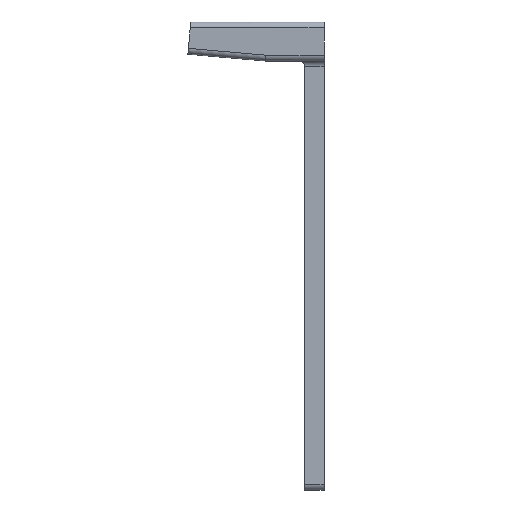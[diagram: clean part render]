
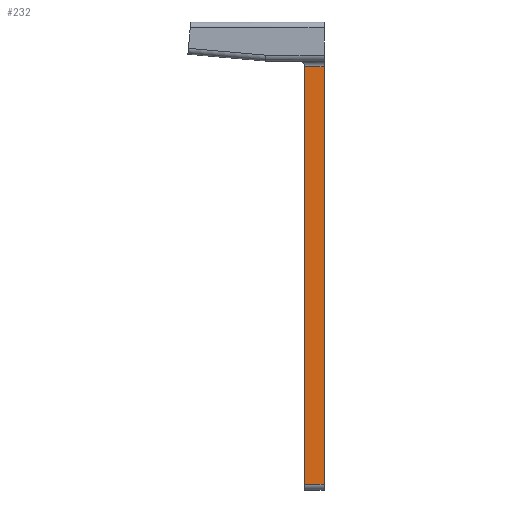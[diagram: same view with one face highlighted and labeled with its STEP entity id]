
A CAD part, left-side view. The second image highlights one B-rep face of the part: STEP entity #232.
In plain terms, the highlighted planar face has unit normal (-1, 0, 0).
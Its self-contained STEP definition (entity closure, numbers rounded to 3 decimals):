
#33 = CARTESIAN_POINT ( 'NONE',  ( -19., 0., -118.5 ) ) ;
#197 = CARTESIAN_POINT ( 'NONE',  ( -19., 5., -11.5 ) ) ;
#229 = LINE ( 'NONE', #1068, #876 ) ;
#232 = ADVANCED_FACE ( 'NONE', ( #1293 ), #461, .F. ) ;
#330 = VECTOR ( 'NONE', #1288, 1000. ) ;
#340 = DIRECTION ( 'NONE',  ( 0., 0., -1. ) ) ;
#370 = EDGE_CURVE ( 'NONE', #940, #412, #1499, .T. ) ;
#379 = VECTOR ( 'NONE', #1233, 1000. ) ;
#394 = CARTESIAN_POINT ( 'NONE',  ( -19., 0., -11.5 ) ) ;
#412 = VERTEX_POINT ( 'NONE', #197 ) ;
#461 = PLANE ( 'NONE',  #1070 ) ;
#506 = ORIENTED_EDGE ( 'NONE', *, *, #1167, .F. ) ;
#541 = VECTOR ( 'NONE', #1155, 1000. ) ;
#547 = ORIENTED_EDGE ( 'NONE', *, *, #370, .T. ) ;
#691 = CARTESIAN_POINT ( 'NONE',  ( -19., 5., 0. ) ) ;
#720 = DIRECTION ( 'NONE',  ( 0., 0., 1. ) ) ;
#752 = CARTESIAN_POINT ( 'NONE',  ( -19., 0., 0. ) ) ;
#786 = VERTEX_POINT ( 'NONE', #33 ) ;
#807 = LINE ( 'NONE', #1527, #330 ) ;
#871 = LINE ( 'NONE', #752, #379 ) ;
#876 = VECTOR ( 'NONE', #720, 1000. ) ;
#909 = CARTESIAN_POINT ( 'NONE',  ( -19., 5., -11.5 ) ) ;
#938 = DIRECTION ( 'NONE',  ( 1., 0., 0. ) ) ;
#940 = VERTEX_POINT ( 'NONE', #394 ) ;
#952 = ORIENTED_EDGE ( 'NONE', *, *, #1021, .T. ) ;
#966 = EDGE_CURVE ( 'NONE', #786, #940, #871, .T. ) ;
#995 = VERTEX_POINT ( 'NONE', #1414 ) ;
#1021 = EDGE_CURVE ( 'NONE', #995, #786, #807, .T. ) ;
#1068 = CARTESIAN_POINT ( 'NONE',  ( -19., 5., 0. ) ) ;
#1070 = AXIS2_PLACEMENT_3D ( 'NONE', #691, #938, #340 ) ;
#1092 = ORIENTED_EDGE ( 'NONE', *, *, #966, .T. ) ;
#1155 = DIRECTION ( 'NONE',  ( 0., 1., 0. ) ) ;
#1167 = EDGE_CURVE ( 'NONE', #995, #412, #229, .T. ) ;
#1233 = DIRECTION ( 'NONE',  ( 0., 0., 1. ) ) ;
#1288 = DIRECTION ( 'NONE',  ( 0., -1., 0. ) ) ;
#1293 = FACE_OUTER_BOUND ( 'NONE', #1325, .T. ) ;
#1325 = EDGE_LOOP ( 'NONE', ( #506, #952, #1092, #547 ) ) ;
#1414 = CARTESIAN_POINT ( 'NONE',  ( -19., 5., -118.5 ) ) ;
#1499 = LINE ( 'NONE', #909, #541 ) ;
#1527 = CARTESIAN_POINT ( 'NONE',  ( -19., 5., -118.5 ) ) ;
